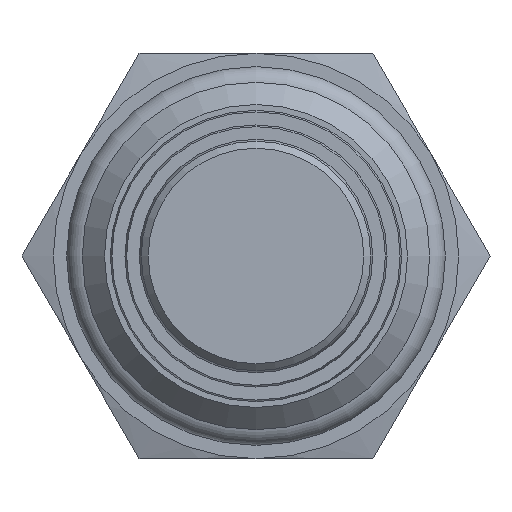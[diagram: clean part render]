
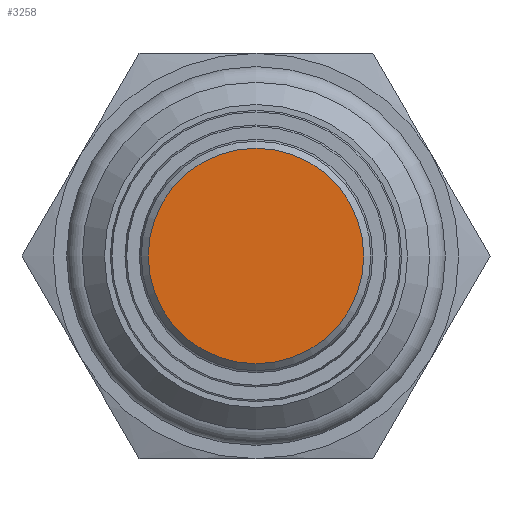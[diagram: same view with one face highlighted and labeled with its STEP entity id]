
A CAD part, front view. The second image highlights one B-rep face of the part: STEP entity #3258.
In plain terms, the highlighted planar face has unit normal (0, -1, 0).
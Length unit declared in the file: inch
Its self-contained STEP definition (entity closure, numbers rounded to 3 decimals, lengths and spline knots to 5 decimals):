
#3218=CARTESIAN_POINT('',(0.,-2.459,0.23275));
#3219=VERTEX_POINT('',#3218);
#3220=CARTESIAN_POINT('',(0.0,-2.459,0.0));
#3221=DIRECTION('',(0.0,1.0,0.0));
#3222=DIRECTION('',(0.0,0.0,-1.0));
#3223=AXIS2_PLACEMENT_3D('',#3220,#3221,#3222);
#3224=CIRCLE('',#3223,0.23275);
#3225=EDGE_CURVE('',#3219,#3219,#3224,.T.);
#3250=CARTESIAN_POINT('',(0.0,-2.459,0.0));
#3251=DIRECTION('',(0.0,-1.0,0.0));
#3252=DIRECTION('',(1.0,0.0,0.0));
#3253=AXIS2_PLACEMENT_3D('',#3250,#3251,#3252);
#3254=PLANE('',#3253);
#3255=ORIENTED_EDGE('',*,*,#3225,.F.);
#3256=EDGE_LOOP('',(#3255));
#3257=FACE_OUTER_BOUND('',#3256,.T.);
#3258=ADVANCED_FACE('',(#3257),#3254,.T.);
